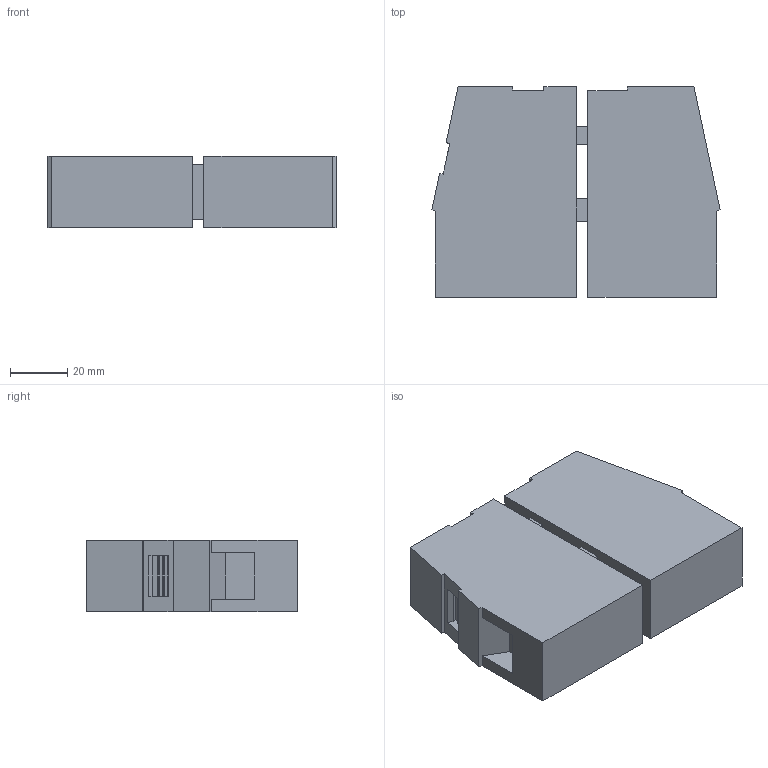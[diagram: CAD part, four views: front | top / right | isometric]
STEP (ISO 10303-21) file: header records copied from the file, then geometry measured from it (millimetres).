
FILE_DESCRIPTION(('SolidDesigner STEP Export'),'2;1');
FILE_NAME('0717364_hdfk_95_z_select.stp','2008-10-22T 7:28:57',(''),(''),'OneSpace Designer STEP processor for AP214 (Solid Model)','OneSpace Designer 14.50 18-Oct-2006 (C) CoCreate Software GmbH','');
FILE_SCHEMA(('AUTOMOTIVE_DESIGN { 1 0 10303 214 1 1 1 1 }'));
Length unit declared in the file: millimetre
Products named in the file (2): 0717364_hdfk_95_z_select
Assembly tree (1 placements, depth 2):
  0717364_hdfk_95_z_select
    0717364_hdfk_95_z_select
Bounding box: 101 x 73.9 x 25 mm (x, y, z)
Volume: 161960.3 mm3; surface area: 26758.2 mm2
Topology: 1 solids, 1 shells, 112 faces, 311 edges, 208 vertices
Faces by surface type: plane 89, cylinder 23
Entity records: 3450 total; most frequent: ORIENTED_EDGE 622, CARTESIAN_POINT 601, DIRECTION 525, EDGE_CURVE 311, VECTOR 261, LINE 261, VERTEX_POINT 208, AXIS2_PLACEMENT_3D 132
